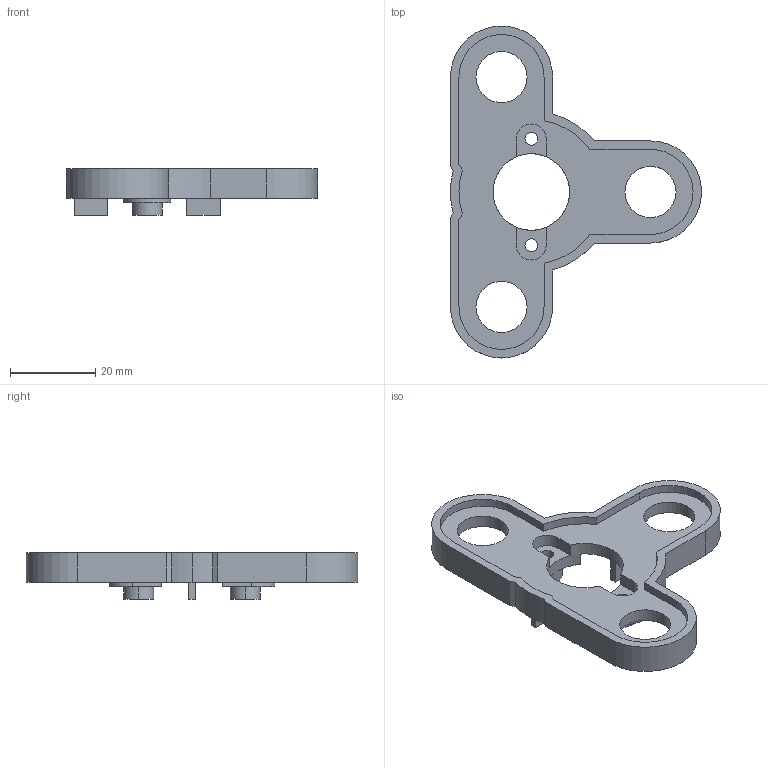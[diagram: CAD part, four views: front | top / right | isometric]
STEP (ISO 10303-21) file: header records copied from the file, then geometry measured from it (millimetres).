
FILE_DESCRIPTION (( 'STEP AP203' ), '1' );
FILE_NAME ('Moby-Support moteur-V_Défaut_sldprt.STEP', '2019-11-01T12:19:29', ( '' ), ( '' ), 'SwSTEP 2.0', 'SolidWorks 2017', '' );
FILE_SCHEMA (( 'CONFIG_CONTROL_DESIGN' ));
Length unit declared in the file: millimetre
Products named in the file (1): Moby-Support moteur-V_Défaut_sldprt
Bounding box: 59 x 78 x 11 mm (x, y, z)
Volume: 8748.8 mm3; surface area: 7951.2 mm2
Topology: 1 solids, 1 shells, 106 faces, 304 edges, 202 vertices
Faces by surface type: plane 54, cylinder 52
Entity records: 3617 total; most frequent: DIRECTION 642, CARTESIAN_POINT 613, ORIENTED_EDGE 608, EDGE_CURVE 304, AXIS2_PLACEMENT_3D 231, VERTEX_POINT 202, LINE 180, VECTOR 180
